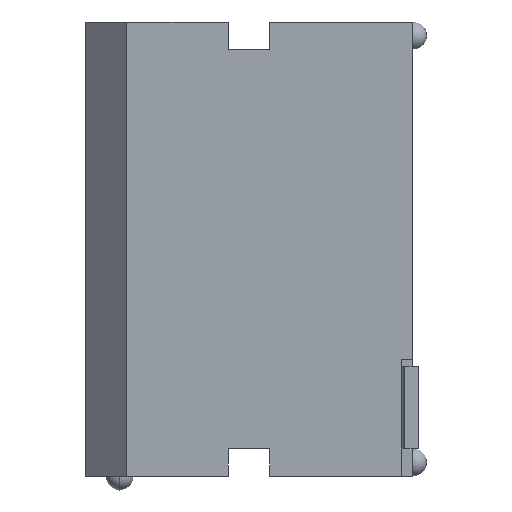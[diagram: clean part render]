
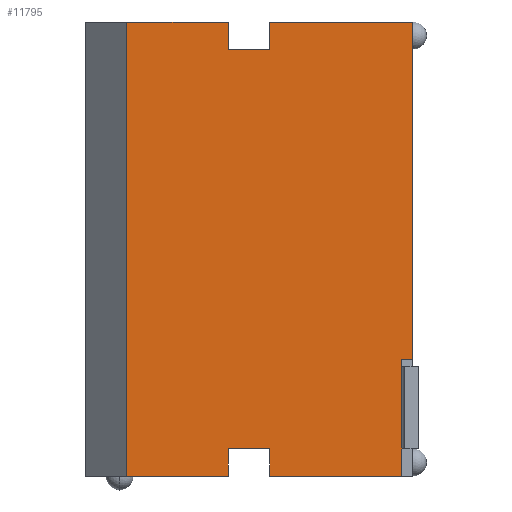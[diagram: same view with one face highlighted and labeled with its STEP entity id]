
A CAD part, left-side view. The second image highlights one B-rep face of the part: STEP entity #11795.
In plain terms, the highlighted planar face has unit normal (-1, 0, 0).
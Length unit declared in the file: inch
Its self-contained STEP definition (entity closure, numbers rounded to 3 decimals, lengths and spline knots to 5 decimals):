
#105 = ORIENTED_EDGE ( 'NONE', *, *, #6341, .T. ) ;
#249 = VECTOR ( 'NONE', #7788, 39.37008 ) ;
#305 = VECTOR ( 'NONE', #12050, 39.37008 ) ;
#415 = ORIENTED_EDGE ( 'NONE', *, *, #10607, .F. ) ;
#570 = VERTEX_POINT ( 'NONE', #7678 ) ;
#641 = VECTOR ( 'NONE', #9487, 39.37008 ) ;
#1026 = LINE ( 'NONE', #9022, #6557 ) ;
#1439 = ORIENTED_EDGE ( 'NONE', *, *, #3754, .T. ) ;
#1834 = ORIENTED_EDGE ( 'NONE', *, *, #15041, .T. ) ;
#1856 = DIRECTION ( 'NONE',  ( 0., 0., -1. ) ) ;
#2139 = AXIS2_PLACEMENT_3D ( 'NONE', #12311, #6404, #14706 ) ;
#2149 = CARTESIAN_POINT ( 'NONE',  ( 0.545, 0.36366, 0.02 ) ) ;
#2311 = VECTOR ( 'NONE', #13857, 39.37008 ) ;
#2930 = ORIENTED_EDGE ( 'NONE', *, *, #14966, .T. ) ;
#3137 = VERTEX_POINT ( 'NONE', #12606 ) ;
#3173 = CARTESIAN_POINT ( 'NONE',  ( 0.545, 0.26766, 0.085 ) ) ;
#3618 = CARTESIAN_POINT ( 'NONE',  ( 0.545, 0.25966, 0.33 ) ) ;
#3712 = ORIENTED_EDGE ( 'NONE', *, *, #6647, .T. ) ;
#3754 = EDGE_CURVE ( 'NONE', #6391, #7009, #14927, .T. ) ;
#3863 = CARTESIAN_POINT ( 'NONE',  ( 0.545, 0.26766, 0. ) ) ;
#3946 = VECTOR ( 'NONE', #13067, 39.37008 ) ;
#3990 = VECTOR ( 'NONE', #6848, 39.37008 ) ;
#4029 = CARTESIAN_POINT ( 'NONE',  ( 0.545, 0.36366, 0. ) ) ;
#4054 = PLANE ( 'NONE',  #2139 ) ;
#4199 = LINE ( 'NONE', #7327, #305 ) ;
#4323 = DIRECTION ( 'NONE',  ( 0., 0., 1. ) ) ;
#4339 = ORIENTED_EDGE ( 'NONE', *, *, #10170, .F. ) ;
#4359 = ORIENTED_EDGE ( 'NONE', *, *, #10122, .T. ) ;
#4371 = ORIENTED_EDGE ( 'NONE', *, *, #14231, .F. ) ;
#4604 = CARTESIAN_POINT ( 'NONE',  ( 0.545, 0.46766, 0.33 ) ) ;
#4708 = LINE ( 'NONE', #11847, #10616 ) ;
#4787 = DIRECTION ( 'NONE',  ( 0., 0., -1. ) ) ;
#5037 = VERTEX_POINT ( 'NONE', #9712 ) ;
#5111 = ORIENTED_EDGE ( 'NONE', *, *, #13903, .T. ) ;
#5124 = VERTEX_POINT ( 'NONE', #6774 ) ;
#5267 = FACE_OUTER_BOUND ( 'NONE', #6856, .T. ) ;
#5477 = LINE ( 'NONE', #4029, #5862 ) ;
#5557 = CARTESIAN_POINT ( 'NONE',  ( 0.545, 0.36366, 0.33 ) ) ;
#5794 = ORIENTED_EDGE ( 'NONE', *, *, #13736, .T. ) ;
#5808 = LINE ( 'NONE', #11472, #2311 ) ;
#5862 = VECTOR ( 'NONE', #8688, 39.37008 ) ;
#6341 = EDGE_CURVE ( 'NONE', #15172, #9595, #1026, .T. ) ;
#6391 = VERTEX_POINT ( 'NONE', #5557 ) ;
#6404 = DIRECTION ( 'NONE',  ( 1., 0., 0. ) ) ;
#6557 = VECTOR ( 'NONE', #12588, 39.37008 ) ;
#6647 = EDGE_CURVE ( 'NONE', #570, #6914, #9887, .T. ) ;
#6774 = CARTESIAN_POINT ( 'NONE',  ( 0.545, 0.46766, 0.33 ) ) ;
#6848 = DIRECTION ( 'NONE',  ( 0., 0., 1. ) ) ;
#6856 = EDGE_LOOP ( 'NONE', ( #4371, #12980, #415, #4339, #1439, #12271, #5111, #15016, #4359, #2930, #3712, #5794, #1834, #105 ) ) ;
#6914 = VERTEX_POINT ( 'NONE', #13423 ) ;
#7009 = VERTEX_POINT ( 'NONE', #11721 ) ;
#7053 = DIRECTION ( 'NONE',  ( 0., 0., -1. ) ) ;
#7210 = CARTESIAN_POINT ( 'NONE',  ( 0.545, 0.46766, 0. ) ) ;
#7327 = CARTESIAN_POINT ( 'NONE',  ( 0.545, 0.25966, 0. ) ) ;
#7678 = CARTESIAN_POINT ( 'NONE',  ( 0.545, 0.39366, 0. ) ) ;
#7761 = EDGE_CURVE ( 'NONE', #5037, #10046, #9312, .T. ) ;
#7788 = DIRECTION ( 'NONE',  ( 0., -1., 0. ) ) ;
#8370 = CARTESIAN_POINT ( 'NONE',  ( 0.545, 0.36366, 0.02 ) ) ;
#8688 = DIRECTION ( 'NONE',  ( 0., 0., -1. ) ) ;
#8974 = EDGE_CURVE ( 'NONE', #7009, #10285, #5808, .T. ) ;
#9022 = CARTESIAN_POINT ( 'NONE',  ( 0.545, 0.25966, 0. ) ) ;
#9048 = EDGE_CURVE ( 'NONE', #5124, #3137, #4708, .T. ) ;
#9312 = LINE ( 'NONE', #14900, #249 ) ;
#9475 = VERTEX_POINT ( 'NONE', #7210 ) ;
#9487 = DIRECTION ( 'NONE',  ( 0., -1., 0. ) ) ;
#9581 = VERTEX_POINT ( 'NONE', #9742 ) ;
#9595 = VERTEX_POINT ( 'NONE', #3863 ) ;
#9712 = CARTESIAN_POINT ( 'NONE',  ( 0.545, 0.26766, 0.085 ) ) ;
#9742 = CARTESIAN_POINT ( 'NONE',  ( 0.545, 0.25966, 0.33 ) ) ;
#9754 = VECTOR ( 'NONE', #11440, 39.37008 ) ;
#9887 = LINE ( 'NONE', #15190, #3990 ) ;
#10046 = VERTEX_POINT ( 'NONE', #11465 ) ;
#10118 = CARTESIAN_POINT ( 'NONE',  ( 0.545, 0.36366, 0.33 ) ) ;
#10122 = EDGE_CURVE ( 'NONE', #5124, #9475, #11192, .T. ) ;
#10170 = EDGE_CURVE ( 'NONE', #6391, #9581, #12878, .T. ) ;
#10285 = VERTEX_POINT ( 'NONE', #13312 ) ;
#10469 = VECTOR ( 'NONE', #7053, 39.37008 ) ;
#10537 = VERTEX_POINT ( 'NONE', #2149 ) ;
#10607 = EDGE_CURVE ( 'NONE', #9581, #10046, #12671, .T. ) ;
#10616 = VECTOR ( 'NONE', #13017, 39.37008 ) ;
#11192 = LINE ( 'NONE', #4604, #10469 ) ;
#11399 = CARTESIAN_POINT ( 'NONE',  ( 0.545, 0.39366, 0.33 ) ) ;
#11440 = DIRECTION ( 'NONE',  ( 0., 0., -1. ) ) ;
#11465 = CARTESIAN_POINT ( 'NONE',  ( 0.545, 0.25966, 0.085 ) ) ;
#11472 = CARTESIAN_POINT ( 'NONE',  ( 0.545, 0.39366, 0.31 ) ) ;
#11521 = VECTOR ( 'NONE', #4323, 39.37008 ) ;
#11721 = CARTESIAN_POINT ( 'NONE',  ( 0.545, 0.36366, 0.31 ) ) ;
#11795 = ADVANCED_FACE ( 'NONE', ( #5267 ), #4054, .F. ) ;
#11847 = CARTESIAN_POINT ( 'NONE',  ( 0.545, 0.25966, 0.33 ) ) ;
#11867 = CARTESIAN_POINT ( 'NONE',  ( 0.545, 0.25966, 0.33 ) ) ;
#11936 = VECTOR ( 'NONE', #4787, 39.37008 ) ;
#12050 = DIRECTION ( 'NONE',  ( 0., -1., 0. ) ) ;
#12271 = ORIENTED_EDGE ( 'NONE', *, *, #8974, .T. ) ;
#12311 = CARTESIAN_POINT ( 'NONE',  ( 0.545, 0.25966, 0.33 ) ) ;
#12522 = LINE ( 'NONE', #3173, #9754 ) ;
#12588 = DIRECTION ( 'NONE',  ( 0., -1., 0. ) ) ;
#12606 = CARTESIAN_POINT ( 'NONE',  ( 0.545, 0.39366, 0.33 ) ) ;
#12671 = LINE ( 'NONE', #11867, #11936 ) ;
#12878 = LINE ( 'NONE', #3618, #641 ) ;
#12980 = ORIENTED_EDGE ( 'NONE', *, *, #7761, .T. ) ;
#13017 = DIRECTION ( 'NONE',  ( 0., -1., 0. ) ) ;
#13067 = DIRECTION ( 'NONE',  ( 0., -1., 0. ) ) ;
#13312 = CARTESIAN_POINT ( 'NONE',  ( 0.545, 0.39366, 0.31 ) ) ;
#13371 = LINE ( 'NONE', #8370, #3946 ) ;
#13423 = CARTESIAN_POINT ( 'NONE',  ( 0.545, 0.39366, 0.02 ) ) ;
#13687 = CARTESIAN_POINT ( 'NONE',  ( 0.545, 0.36366, 0. ) ) ;
#13736 = EDGE_CURVE ( 'NONE', #6914, #10537, #13371, .T. ) ;
#13857 = DIRECTION ( 'NONE',  ( 0., 1., 0. ) ) ;
#13903 = EDGE_CURVE ( 'NONE', #10285, #3137, #15066, .T. ) ;
#14231 = EDGE_CURVE ( 'NONE', #5037, #9595, #12522, .T. ) ;
#14550 = VECTOR ( 'NONE', #1856, 39.37008 ) ;
#14706 = DIRECTION ( 'NONE',  ( 0., 0., -1. ) ) ;
#14900 = CARTESIAN_POINT ( 'NONE',  ( 0.545, 0.26766, 0.085 ) ) ;
#14927 = LINE ( 'NONE', #10118, #14550 ) ;
#14966 = EDGE_CURVE ( 'NONE', #9475, #570, #4199, .T. ) ;
#15016 = ORIENTED_EDGE ( 'NONE', *, *, #9048, .F. ) ;
#15041 = EDGE_CURVE ( 'NONE', #10537, #15172, #5477, .T. ) ;
#15066 = LINE ( 'NONE', #11399, #11521 ) ;
#15172 = VERTEX_POINT ( 'NONE', #13687 ) ;
#15190 = CARTESIAN_POINT ( 'NONE',  ( 0.545, 0.39366, 0. ) ) ;
